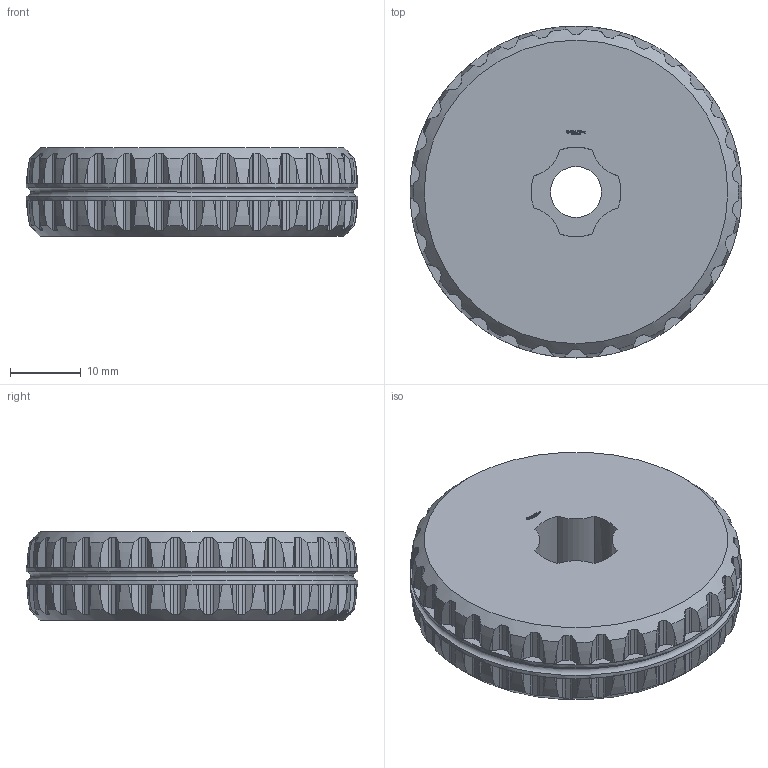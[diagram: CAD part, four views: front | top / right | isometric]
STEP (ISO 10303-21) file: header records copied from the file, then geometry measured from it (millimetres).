
FILE_DESCRIPTION(('FreeCAD Model'),'2;1');
FILE_NAME('Open CASCADE Shape Model','2024-12-31T23:46:07',(''),(''), 'Open CASCADE STEP processor 7.8','FreeCAD','Unknown');
FILE_SCHEMA(('AUTOMOTIVE_DESIGN { 1 0 10303 214 1 1 1 1 }'));
Length unit declared in the file: millimetre
Products named in the file (1): Wheel GND TTRD PLN BU03.75x01.00 - SPN-WHL-0008 (stemfie.org)
Bounding box: 46.88 x 46.88 x 12.5 mm (x, y, z)
Volume: 19025.2 mm3; surface area: 5848.9 mm2
Topology: 1 solids, 1 shells, 985 faces, 2802 edges, 1864 vertices
Faces by surface type: plane 496, cylinder 256, extrusion 154, revolution 62, cone 15, torus 2
Full cylindrical faces by diameter (mm): 2 x4, 7.2 x2, 46.875 x2
Entity records: 38036 total; most frequent: CARTESIAN_POINT 13108, ORIENTED_EDGE 5604, DIRECTION 4479, EDGE_CURVE 2802, VERTEX_POINT 1864, VECTOR 1685, LINE 1531, AXIS2_PLACEMENT_3D 1366
